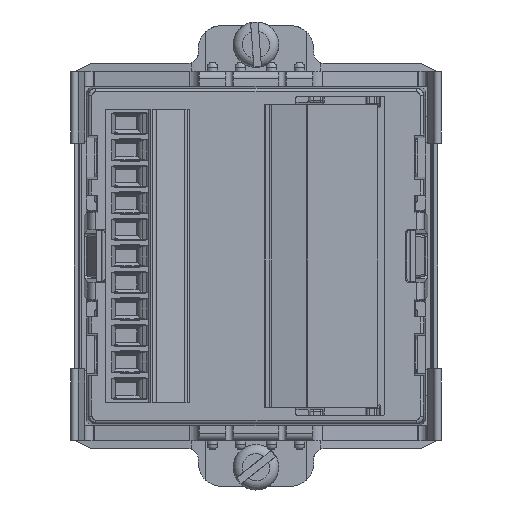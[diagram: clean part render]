
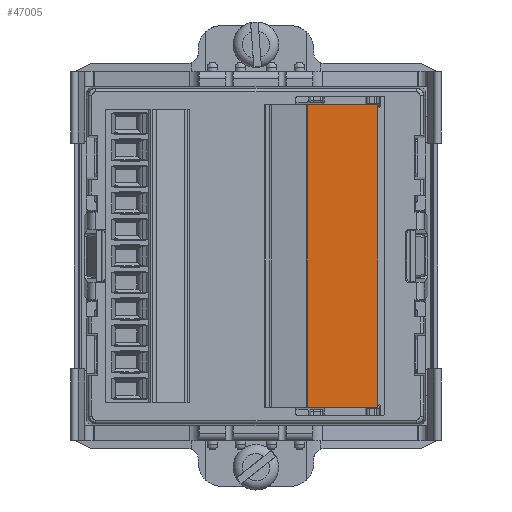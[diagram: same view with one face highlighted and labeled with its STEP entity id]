
A CAD part, front view. The second image highlights one B-rep face of the part: STEP entity #47005.
In plain terms, the highlighted planar face has unit normal (0, -1, 0).
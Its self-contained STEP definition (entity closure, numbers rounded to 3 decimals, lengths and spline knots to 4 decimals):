
#1947=PLANE('',#51256);
#5761=LINE('',#95457,#9799);
#5762=LINE('',#95459,#9800);
#5763=LINE('',#95461,#9801);
#5764=LINE('',#95462,#9802);
#9799=VECTOR('',#63297,1.5748);
#9800=VECTOR('',#63298,0.3622);
#9801=VECTOR('',#63299,1.5748);
#9802=VECTOR('',#63300,0.3622);
#13350=FACE_OUTER_BOUND('',#15966,.T.);
#15966=EDGE_LOOP('',(#41235,#41236,#41237,#41238));
#22050=VERTEX_POINT('',#95455);
#22051=VERTEX_POINT('',#95456);
#22052=VERTEX_POINT('',#95458);
#22053=VERTEX_POINT('',#95460);
#28477=EDGE_CURVE('',#22050,#22051,#5761,.T.);
#28478=EDGE_CURVE('',#22052,#22050,#5762,.T.);
#28479=EDGE_CURVE('',#22053,#22052,#5763,.T.);
#28480=EDGE_CURVE('',#22053,#22051,#5764,.T.);
#41235=ORIENTED_EDGE('',*,*,#28477,.F.);
#41236=ORIENTED_EDGE('',*,*,#28478,.F.);
#41237=ORIENTED_EDGE('',*,*,#28479,.F.);
#41238=ORIENTED_EDGE('',*,*,#28480,.T.);
#47005=ADVANCED_FACE('',(#13350),#1947,.T.);
#51256=AXIS2_PLACEMENT_3D('',#95454,#63295,#63296);
#63295=DIRECTION('center_axis',(0.,-1.,0.));
#63296=DIRECTION('ref_axis',(1.,0.,0.));
#63297=DIRECTION('',(0.,0.,1.));
#63298=DIRECTION('',(-1.,0.,0.));
#63299=DIRECTION('',(0.,0.,-1.));
#63300=DIRECTION('',(-1.,0.,0.));
#95454=CARTESIAN_POINT('Origin',(0.2878,-3.6516,0.0984));
#95455=CARTESIAN_POINT('',(0.2701,-3.6516,-0.7874));
#95456=CARTESIAN_POINT('',(0.2701,-3.6516,0.7874));
#95457=CARTESIAN_POINT('',(0.2701,-3.6516,-0.7874));
#95458=CARTESIAN_POINT('',(0.6323,-3.6516,-0.7874));
#95459=CARTESIAN_POINT('',(0.6323,-3.6516,-0.7874));
#95460=CARTESIAN_POINT('',(0.6323,-3.6516,0.7874));
#95461=CARTESIAN_POINT('',(0.6323,-3.6516,0.7874));
#95462=CARTESIAN_POINT('',(0.6323,-3.6516,0.7874));
